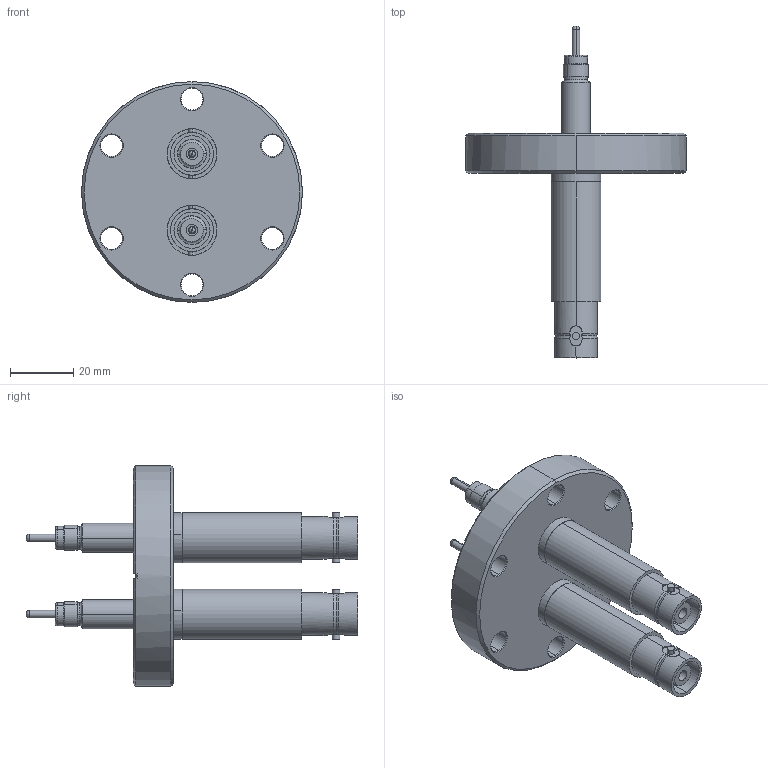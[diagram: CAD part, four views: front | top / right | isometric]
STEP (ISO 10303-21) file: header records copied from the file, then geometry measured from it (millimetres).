
FILE_DESCRIPTION (( 'STEP AP203' ), '1' );
FILE_NAME ('A2099-1-CF.STEP', '2020-08-27T19:57:52', ( '' ), ( '' ), 'SwSTEP 2.0', 'SolidWorks 2020', '' );
FILE_SCHEMA (( 'CONFIG_CONTROL_DESIGN' ));
Length unit declared in the file: inch
Products named in the file (1): A2099-1-CF
Bounding box: 69.85 x 104.95 x 69.85 mm (x, y, z)
Volume: 59444.2 mm3; surface area: 26637.6 mm2
Topology: 1 solids, 1 shells, 227 faces, 516 edges, 323 vertices
Faces by surface type: cylinder 102, plane 62, cone 35, torus 28
Entity records: 6826 total; most frequent: CARTESIAN_POINT 1475, DIRECTION 1193, ORIENTED_EDGE 1032, EDGE_CURVE 516, AXIS2_PLACEMENT_3D 501, VERTEX_POINT 323, CIRCLE 273, EDGE_LOOP 271
